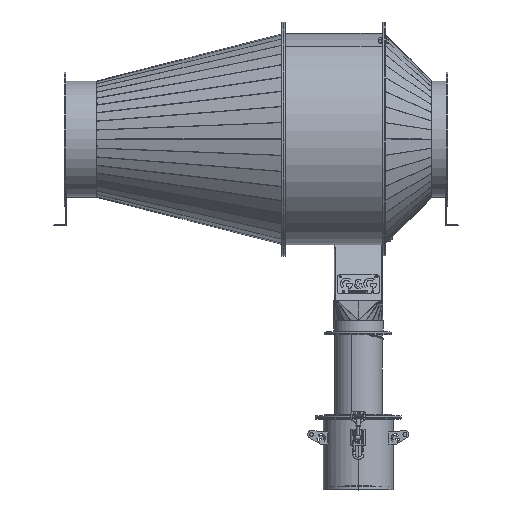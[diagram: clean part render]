
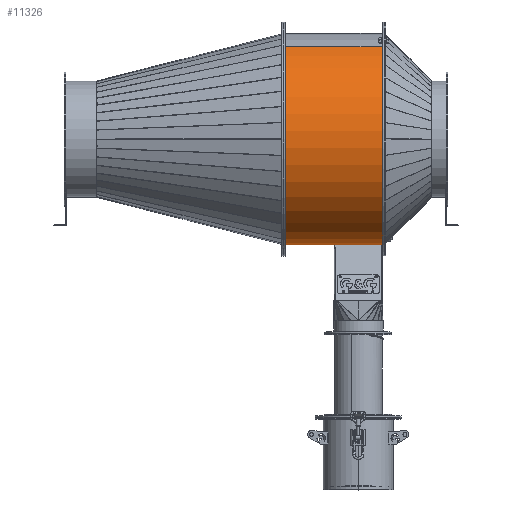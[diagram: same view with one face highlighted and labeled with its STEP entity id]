
A CAD part, top view. The second image highlights one B-rep face of the part: STEP entity #11326.
In plain terms, the highlighted cylindrical face has radius 326.5 mm (diameter 653 mm), a partial arc.
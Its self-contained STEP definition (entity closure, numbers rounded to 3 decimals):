
#451 = VECTOR ( 'NONE', #37925, 1000. ) ;
#1933 = FACE_OUTER_BOUND ( 'NONE', #26402, .T. ) ;
#2244 = VERTEX_POINT ( 'NONE', #47572 ) ;
#2861 = EDGE_CURVE ( 'NONE', #2244, #38163, #37190, .T. ) ;
#6470 = DIRECTION ( 'NONE',  ( 0., 0., -1. ) ) ;
#6864 = CARTESIAN_POINT ( 'NONE',  ( -158.649, 311., -285.364 ) ) ;
#9492 = CIRCLE ( 'NONE', #47154, 326.5 ) ;
#11168 = ORIENTED_EDGE ( 'NONE', *, *, #34460, .T. ) ;
#11326 = ADVANCED_FACE ( 'NONE', ( #1933 ), #36063, .T. ) ;
#12272 = DIRECTION ( 'NONE',  ( 1., 0., 0. ) ) ;
#12989 = CARTESIAN_POINT ( 'NONE',  ( -158.649, 0., -285.364 ) ) ;
#13721 = DIRECTION ( 'NONE',  ( 0., -1., 0. ) ) ;
#13888 = AXIS2_PLACEMENT_3D ( 'NONE', #32548, #13721, #6470 ) ;
#14113 = DIRECTION ( 'NONE',  ( 0., -1., 0. ) ) ;
#14847 = CARTESIAN_POINT ( 'NONE',  ( -0.251, 0., 326.5 ) ) ;
#15871 = EDGE_CURVE ( 'NONE', #35770, #2244, #9492, .T. ) ;
#18549 = ORIENTED_EDGE ( 'NONE', *, *, #44617, .F. ) ;
#18617 = CARTESIAN_POINT ( 'NONE',  ( -0.251, 311., 326.5 ) ) ;
#19113 = ORIENTED_EDGE ( 'NONE', *, *, #15871, .F. ) ;
#20586 = VECTOR ( 'NONE', #14113, 1000. ) ;
#21132 = VERTEX_POINT ( 'NONE', #12989 ) ;
#23560 = DIRECTION ( 'NONE',  ( 0., 1., 0. ) ) ;
#26402 = EDGE_LOOP ( 'NONE', ( #18549, #11168, #43307, #19113 ) ) ;
#29331 = CIRCLE ( 'NONE', #35740, 326.5 ) ;
#31912 = DIRECTION ( 'NONE',  ( 0., 1., 0. ) ) ;
#32548 = CARTESIAN_POINT ( 'NONE',  ( 0., 311., 0. ) ) ;
#34460 = EDGE_CURVE ( 'NONE', #21132, #38163, #29331, .T. ) ;
#35740 = AXIS2_PLACEMENT_3D ( 'NONE', #46671, #23560, #12272 ) ;
#35770 = VERTEX_POINT ( 'NONE', #46679 ) ;
#36063 = CYLINDRICAL_SURFACE ( 'NONE', #13888, 326.5 ) ;
#37190 = LINE ( 'NONE', #18617, #20586 ) ;
#37925 = DIRECTION ( 'NONE',  ( 0., 1., 0. ) ) ;
#38163 = VERTEX_POINT ( 'NONE', #14847 ) ;
#38190 = LINE ( 'NONE', #6864, #451 ) ;
#43212 = CARTESIAN_POINT ( 'NONE',  ( 0., 311., 0. ) ) ;
#43307 = ORIENTED_EDGE ( 'NONE', *, *, #2861, .F. ) ;
#44617 = EDGE_CURVE ( 'NONE', #21132, #35770, #38190, .T. ) ;
#46499 = DIRECTION ( 'NONE',  ( 1., 0., 0. ) ) ;
#46671 = CARTESIAN_POINT ( 'NONE',  ( 0., 0., 0. ) ) ;
#46679 = CARTESIAN_POINT ( 'NONE',  ( -158.649, 311., -285.364 ) ) ;
#47154 = AXIS2_PLACEMENT_3D ( 'NONE', #43212, #31912, #46499 ) ;
#47572 = CARTESIAN_POINT ( 'NONE',  ( -0.251, 311., 326.5 ) ) ;
